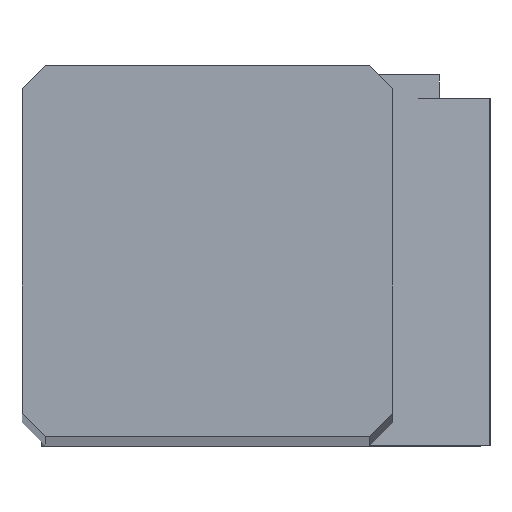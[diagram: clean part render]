
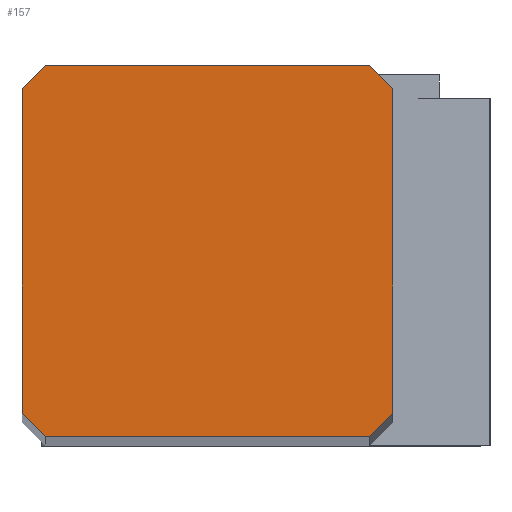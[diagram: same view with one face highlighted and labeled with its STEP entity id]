
A CAD part, top view. The second image highlights one B-rep face of the part: STEP entity #157.
In plain terms, the highlighted planar face has unit normal (0, 0, 1).
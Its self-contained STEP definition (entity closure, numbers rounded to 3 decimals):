
#99=FACE_OUTER_BOUND('',#250,.T.);
#157=ADVANCED_FACE('',(#99),#217,.T.);
#217=PLANE('',#1242);
#250=EDGE_LOOP('',(#371,#372,#373,#374,#375,#376,#377,#378));
#371=ORIENTED_EDGE('',*,*,#817,.F.);
#372=ORIENTED_EDGE('',*,*,#818,.F.);
#373=ORIENTED_EDGE('',*,*,#819,.F.);
#374=ORIENTED_EDGE('',*,*,#820,.T.);
#375=ORIENTED_EDGE('',*,*,#821,.F.);
#376=ORIENTED_EDGE('',*,*,#822,.T.);
#377=ORIENTED_EDGE('',*,*,#823,.F.);
#378=ORIENTED_EDGE('',*,*,#814,.T.);
#694=VERTEX_POINT('',#1696);
#702=VERTEX_POINT('',#1712);
#705=VERTEX_POINT('',#1720);
#706=VERTEX_POINT('',#1722);
#707=VERTEX_POINT('',#1724);
#708=VERTEX_POINT('',#1726);
#709=VERTEX_POINT('',#1728);
#710=VERTEX_POINT('',#1730);
#814=EDGE_CURVE('',#694,#702,#980,.T.);
#817=EDGE_CURVE('',#705,#702,#981,.T.);
#818=EDGE_CURVE('',#706,#705,#982,.T.);
#819=EDGE_CURVE('',#707,#706,#983,.T.);
#820=EDGE_CURVE('',#707,#708,#984,.T.);
#821=EDGE_CURVE('',#709,#708,#985,.T.);
#822=EDGE_CURVE('',#709,#710,#986,.T.);
#823=EDGE_CURVE('',#694,#710,#987,.T.);
#980=LINE('',#1713,#1076);
#981=LINE('',#1719,#1077);
#982=LINE('',#1721,#1078);
#983=LINE('',#1723,#1079);
#984=LINE('',#1725,#1080);
#985=LINE('',#1727,#1081);
#986=LINE('',#1729,#1082);
#987=LINE('',#1731,#1083);
#1076=VECTOR('',#1378,1.);
#1077=VECTOR('',#1385,1.);
#1078=VECTOR('',#1386,1.);
#1079=VECTOR('',#1387,1.);
#1080=VECTOR('',#1388,1.);
#1081=VECTOR('',#1389,1.);
#1082=VECTOR('',#1390,1.);
#1083=VECTOR('',#1391,1.);
#1242=AXIS2_PLACEMENT_3D('',#1732,#1392,#1393);
#1378=DIRECTION('',(1.,0.,0.));
#1385=DIRECTION('',(-0.707,-0.707,0.));
#1386=DIRECTION('',(0.,-1.,0.));
#1387=DIRECTION('',(0.707,-0.707,0.));
#1388=DIRECTION('',(-1.,0.,0.));
#1389=DIRECTION('',(0.707,0.707,0.));
#1390=DIRECTION('',(0.,-1.,0.));
#1391=DIRECTION('',(-0.707,0.707,0.));
#1392=DIRECTION('',(0.,0.,1.));
#1393=DIRECTION('',(-1.,0.,0.));
#1696=CARTESIAN_POINT('',(-7.5,0.,0.));
#1712=CARTESIAN_POINT('',(-0.5,0.,0.));
#1713=CARTESIAN_POINT('',(-7.5,0.,0.));
#1719=CARTESIAN_POINT('',(0.,0.5,0.));
#1720=CARTESIAN_POINT('',(0.,0.5,0.));
#1721=CARTESIAN_POINT('',(0.,7.5,0.));
#1722=CARTESIAN_POINT('',(0.,7.5,0.));
#1723=CARTESIAN_POINT('',(-0.5,8.,0.));
#1724=CARTESIAN_POINT('',(-0.5,8.,0.));
#1725=CARTESIAN_POINT('',(-0.5,8.,0.));
#1726=CARTESIAN_POINT('',(-7.5,8.,0.));
#1727=CARTESIAN_POINT('',(-8.,7.5,0.));
#1728=CARTESIAN_POINT('',(-8.,7.5,0.));
#1729=CARTESIAN_POINT('',(-8.,7.5,0.));
#1730=CARTESIAN_POINT('',(-8.,0.5,0.));
#1731=CARTESIAN_POINT('',(-7.5,0.,0.));
#1732=CARTESIAN_POINT('',(-4.,4.,0.));
